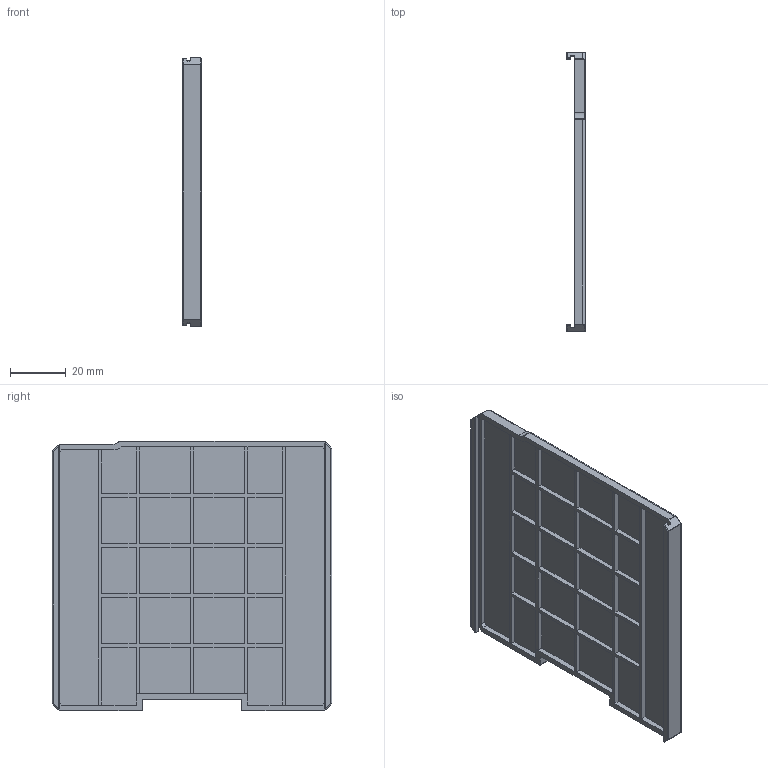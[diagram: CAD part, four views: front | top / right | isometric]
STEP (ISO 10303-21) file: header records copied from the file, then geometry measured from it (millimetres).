
FILE_DESCRIPTION((''),'2;1');
FILE_NAME('PMC-SIDE-BAFFLE_1','2021-05-21T',('Administrator'),(''),'PRO/ENGINEER BY PARAMETRIC TECHNOLOGY CORPORATION, 2009440','PRO/ENGINEER BY PARAMETRIC TECHNOLOGY CORPORATION, 2009440','');
FILE_SCHEMA(('CONFIG_CONTROL_DESIGN'));
Length unit declared in the file: millimetre
Products named in the file (1): PMC-SIDE-BAFFLE_1
Bounding box: 6.8 x 100 x 96.42 mm (x, y, z)
Volume: 22948.2 mm3; surface area: 24833.2 mm2
Topology: 1 solids, 1 shells, 197 faces, 506 edges, 310 vertices
Faces by surface type: plane 131, cylinder 44, sphere 15, bspline 4, torus 3
Entity records: 6091 total; most frequent: CARTESIAN_POINT 1342, ORIENTED_EDGE 984, DIRECTION 946, EDGE_CURVE 492, VECTOR 392, LINE 392, VERTEX_POINT 310, AXIS2_PLACEMENT_3D 277
